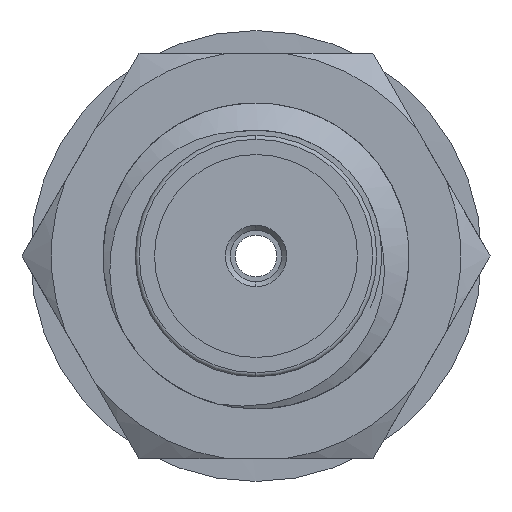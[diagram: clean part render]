
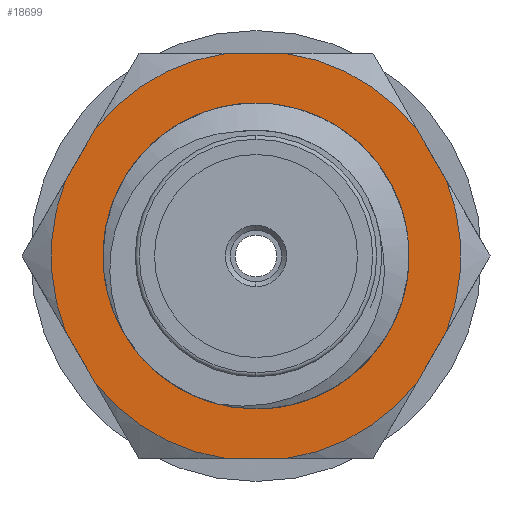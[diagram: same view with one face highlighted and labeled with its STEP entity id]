
A CAD part, left-side view. The second image highlights one B-rep face of the part: STEP entity #18699.
In plain terms, the highlighted planar face has unit normal (-1, 0, 0).
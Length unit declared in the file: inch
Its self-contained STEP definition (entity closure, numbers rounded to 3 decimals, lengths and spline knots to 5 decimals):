
#88 = VERTEX_POINT ( 'NONE', #12448 ) ;
#115 = ORIENTED_EDGE ( 'NONE', *, *, #12990, .T. ) ;
#463 = CARTESIAN_POINT ( 'NONE',  ( 0.2365, -0.11827, 0.04683 ) ) ;
#1360 = CARTESIAN_POINT ( 'NONE',  ( 0.2365, 0.10898, 0.06292 ) ) ;
#1421 = DIRECTION ( 'NONE',  ( -1., 0., 0. ) ) ;
#1591 = EDGE_CURVE ( 'NONE', #4697, #16642, #7139, .T. ) ;
#1706 = DIRECTION ( 'NONE',  ( 0., -0.5, 0.866 ) ) ;
#1955 = CARTESIAN_POINT ( 'NONE',  ( 0.2365, 0.10898, -0.06292 ) ) ;
#2039 = FACE_BOUND ( 'NONE', #9994, .T. ) ;
#2115 = ORIENTED_EDGE ( 'NONE', *, *, #12522, .F. ) ;
#2132 = CIRCLE ( 'NONE', #8296, 0.075 ) ;
#2154 = CARTESIAN_POINT ( 'NONE',  ( 0.2365, -0.075, 0. ) ) ;
#2447 = DIRECTION ( 'NONE',  ( 0., 0., 1. ) ) ;
#3018 = CARTESIAN_POINT ( 'NONE',  ( 0.2365, -0.10898, -0.06292 ) ) ;
#3237 = ORIENTED_EDGE ( 'NONE', *, *, #13014, .T. ) ;
#3371 = EDGE_CURVE ( 'NONE', #20520, #23013, #9608, .T. ) ;
#3801 = CARTESIAN_POINT ( 'NONE',  ( 0.2365, 0., -0.12584 ) ) ;
#3855 = CIRCLE ( 'NONE', #8464, 0.1272 ) ;
#4170 = DIRECTION ( 'NONE',  ( -1., 0., 0. ) ) ;
#4359 = EDGE_CURVE ( 'NONE', #18121, #13144, #2132, .T. ) ;
#4697 = VERTEX_POINT ( 'NONE', #4982 ) ;
#4725 = CARTESIAN_POINT ( 'NONE',  ( 0.2365, -0.01858, -0.12584 ) ) ;
#4982 = CARTESIAN_POINT ( 'NONE',  ( 0.2365, 0.11827, 0.04683 ) ) ;
#5180 = ORIENTED_EDGE ( 'NONE', *, *, #23855, .T. ) ;
#5189 = VECTOR ( 'NONE', #8343, 39.37008 ) ;
#5304 = PLANE ( 'NONE',  #12772 ) ;
#5391 = CIRCLE ( 'NONE', #6591, 0.1272 ) ;
#5489 = DIRECTION ( 'NONE',  ( 0., 1., 0. ) ) ;
#5643 = ORIENTED_EDGE ( 'NONE', *, *, #7947, .F. ) ;
#5775 = DIRECTION ( 'NONE',  ( 0., 0., 1. ) ) ;
#5896 = DIRECTION ( 'NONE',  ( 0., 0., 1. ) ) ;
#5979 = CARTESIAN_POINT ( 'NONE',  ( 0.2365, 0., 0. ) ) ;
#5986 = DIRECTION ( 'NONE',  ( 0., -1., 0. ) ) ;
#5992 = VECTOR ( 'NONE', #5986, 39.37008 ) ;
#6026 = AXIS2_PLACEMENT_3D ( 'NONE', #23657, #16061, #17639 ) ;
#6124 = ORIENTED_EDGE ( 'NONE', *, *, #16987, .T. ) ;
#6414 = ORIENTED_EDGE ( 'NONE', *, *, #3371, .F. ) ;
#6509 = EDGE_CURVE ( 'NONE', #21899, #88, #9104, .T. ) ;
#6591 = AXIS2_PLACEMENT_3D ( 'NONE', #11567, #15315, #5896 ) ;
#7031 = CARTESIAN_POINT ( 'NONE',  ( 0.2365, 0., 0.075 ) ) ;
#7122 = VERTEX_POINT ( 'NONE', #9939 ) ;
#7139 = LINE ( 'NONE', #1360, #22920 ) ;
#7247 = EDGE_CURVE ( 'NONE', #13640, #12926, #18374, .T. ) ;
#7312 = CARTESIAN_POINT ( 'NONE',  ( 0.2365, 0., 0. ) ) ;
#7875 = CIRCLE ( 'NONE', #15196, 0.1272 ) ;
#7947 = EDGE_CURVE ( 'NONE', #13144, #18121, #8711, .T. ) ;
#7991 = CARTESIAN_POINT ( 'NONE',  ( 0.2365, 0.09969, -0.07901 ) ) ;
#8111 = VERTEX_POINT ( 'NONE', #9045 ) ;
#8296 = AXIS2_PLACEMENT_3D ( 'NONE', #5979, #4170, #15519 ) ;
#8343 = DIRECTION ( 'NONE',  ( 0., 0.5, -0.866 ) ) ;
#8464 = AXIS2_PLACEMENT_3D ( 'NONE', #13365, #9844, #13482 ) ;
#8711 = CIRCLE ( 'NONE', #6026, 0.075 ) ;
#9045 = CARTESIAN_POINT ( 'NONE',  ( 0.2365, -0.11827, -0.04683 ) ) ;
#9104 = LINE ( 'NONE', #3801, #15273 ) ;
#9598 = ORIENTED_EDGE ( 'NONE', *, *, #7247, .F. ) ;
#9602 = VERTEX_POINT ( 'NONE', #19225 ) ;
#9608 = LINE ( 'NONE', #15407, #5992 ) ;
#9844 = DIRECTION ( 'NONE',  ( -1., 0., 0. ) ) ;
#9867 = VECTOR ( 'NONE', #16921, 39.37008 ) ;
#9939 = CARTESIAN_POINT ( 'NONE',  ( 0.2365, -0.09969, 0.07901 ) ) ;
#9994 = EDGE_LOOP ( 'NONE', ( #5643, #20737 ) ) ;
#10035 = LINE ( 'NONE', #3018, #5189 ) ;
#10579 = CARTESIAN_POINT ( 'NONE',  ( 0.2365, 0., 0. ) ) ;
#10700 = DIRECTION ( 'NONE',  ( 0., 0., 1. ) ) ;
#10808 = AXIS2_PLACEMENT_3D ( 'NONE', #7312, #14685, #22047 ) ;
#10837 = VERTEX_POINT ( 'NONE', #463 ) ;
#11567 = CARTESIAN_POINT ( 'NONE',  ( 0.2365, 0., 0. ) ) ;
#11671 = EDGE_CURVE ( 'NONE', #7122, #10837, #16135, .T. ) ;
#12155 = EDGE_LOOP ( 'NONE', ( #17297, #17573, #5180, #9598, #19395, #22918, #3237, #2115, #115, #17111, #6124, #6414 ) ) ;
#12448 = CARTESIAN_POINT ( 'NONE',  ( 0.2365, 0.01858, -0.12584 ) ) ;
#12522 = EDGE_CURVE ( 'NONE', #8111, #9602, #10035, .T. ) ;
#12672 = DIRECTION ( 'NONE',  ( -1., 0., 0. ) ) ;
#12772 = AXIS2_PLACEMENT_3D ( 'NONE', #2154, #12672, #5775 ) ;
#12906 = FACE_OUTER_BOUND ( 'NONE', #12155, .T. ) ;
#12926 = VERTEX_POINT ( 'NONE', #23503 ) ;
#12990 = EDGE_CURVE ( 'NONE', #8111, #10837, #17530, .T. ) ;
#13014 = EDGE_CURVE ( 'NONE', #21899, #9602, #7875, .T. ) ;
#13144 = VERTEX_POINT ( 'NONE', #7031 ) ;
#13294 = AXIS2_PLACEMENT_3D ( 'NONE', #20005, #1421, #20127 ) ;
#13365 = CARTESIAN_POINT ( 'NONE',  ( 0.2365, 0., 0. ) ) ;
#13482 = DIRECTION ( 'NONE',  ( 0., 0., 1. ) ) ;
#13640 = VERTEX_POINT ( 'NONE', #7991 ) ;
#14343 = DIRECTION ( 'NONE',  ( -1., 0., 0. ) ) ;
#14685 = DIRECTION ( 'NONE',  ( -1., 0., 0. ) ) ;
#15100 = CARTESIAN_POINT ( 'NONE',  ( 0.2365, 0.09969, 0.07901 ) ) ;
#15196 = AXIS2_PLACEMENT_3D ( 'NONE', #10579, #14343, #10700 ) ;
#15254 = DIRECTION ( 'NONE',  ( -1., 0., 0. ) ) ;
#15273 = VECTOR ( 'NONE', #5489, 39.37008 ) ;
#15315 = DIRECTION ( 'NONE',  ( -1., 0., 0. ) ) ;
#15407 = CARTESIAN_POINT ( 'NONE',  ( 0.2365, 0., 0.12584 ) ) ;
#15519 = DIRECTION ( 'NONE',  ( 0., 0., 1. ) ) ;
#16061 = DIRECTION ( 'NONE',  ( -1., 0., 0. ) ) ;
#16135 = LINE ( 'NONE', #23486, #22279 ) ;
#16642 = VERTEX_POINT ( 'NONE', #15100 ) ;
#16921 = DIRECTION ( 'NONE',  ( 0., 0.5, 0.866 ) ) ;
#16987 = EDGE_CURVE ( 'NONE', #7122, #23013, #22400, .T. ) ;
#17111 = ORIENTED_EDGE ( 'NONE', *, *, #11671, .F. ) ;
#17297 = ORIENTED_EDGE ( 'NONE', *, *, #19305, .T. ) ;
#17530 = CIRCLE ( 'NONE', #13294, 0.1272 ) ;
#17573 = ORIENTED_EDGE ( 'NONE', *, *, #1591, .F. ) ;
#17639 = DIRECTION ( 'NONE',  ( 0., 0., 1. ) ) ;
#18121 = VERTEX_POINT ( 'NONE', #23351 ) ;
#18374 = LINE ( 'NONE', #1955, #9867 ) ;
#18699 = ADVANCED_FACE ( 'NONE', ( #2039, #12906 ), #5304, .T. ) ;
#18741 = EDGE_CURVE ( 'NONE', #13640, #88, #5391, .T. ) ;
#19225 = CARTESIAN_POINT ( 'NONE',  ( 0.2365, -0.09969, -0.07901 ) ) ;
#19305 = EDGE_CURVE ( 'NONE', #20520, #16642, #3855, .T. ) ;
#19395 = ORIENTED_EDGE ( 'NONE', *, *, #18741, .T. ) ;
#19707 = AXIS2_PLACEMENT_3D ( 'NONE', #22492, #15254, #2447 ) ;
#20005 = CARTESIAN_POINT ( 'NONE',  ( 0.2365, 0., 0. ) ) ;
#20033 = CARTESIAN_POINT ( 'NONE',  ( 0.2365, 0.01858, 0.12584 ) ) ;
#20088 = CIRCLE ( 'NONE', #19707, 0.1272 ) ;
#20127 = DIRECTION ( 'NONE',  ( 0., 0., 1. ) ) ;
#20520 = VERTEX_POINT ( 'NONE', #20033 ) ;
#20737 = ORIENTED_EDGE ( 'NONE', *, *, #4359, .F. ) ;
#21899 = VERTEX_POINT ( 'NONE', #4725 ) ;
#22047 = DIRECTION ( 'NONE',  ( 0., 0., 1. ) ) ;
#22279 = VECTOR ( 'NONE', #23120, 39.37008 ) ;
#22400 = CIRCLE ( 'NONE', #10808, 0.1272 ) ;
#22492 = CARTESIAN_POINT ( 'NONE',  ( 0.2365, 0., 0. ) ) ;
#22724 = CARTESIAN_POINT ( 'NONE',  ( 0.2365, -0.01858, 0.12584 ) ) ;
#22918 = ORIENTED_EDGE ( 'NONE', *, *, #6509, .F. ) ;
#22920 = VECTOR ( 'NONE', #1706, 39.37008 ) ;
#23013 = VERTEX_POINT ( 'NONE', #22724 ) ;
#23120 = DIRECTION ( 'NONE',  ( 0., -0.5, -0.866 ) ) ;
#23351 = CARTESIAN_POINT ( 'NONE',  ( 0.2365, 0., -0.075 ) ) ;
#23486 = CARTESIAN_POINT ( 'NONE',  ( 0.2365, -0.10898, 0.06292 ) ) ;
#23503 = CARTESIAN_POINT ( 'NONE',  ( 0.2365, 0.11827, -0.04683 ) ) ;
#23657 = CARTESIAN_POINT ( 'NONE',  ( 0.2365, 0., 0. ) ) ;
#23855 = EDGE_CURVE ( 'NONE', #4697, #12926, #20088, .T. ) ;
